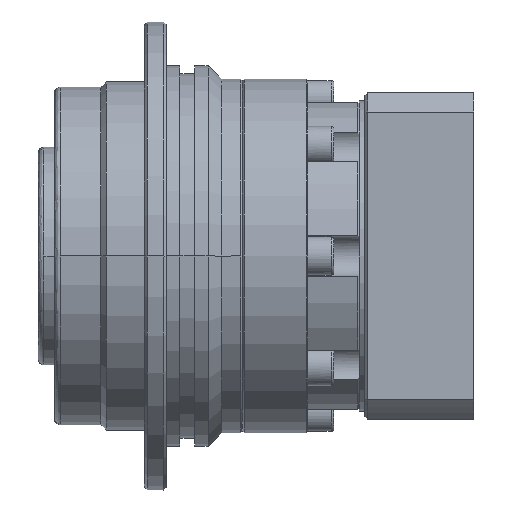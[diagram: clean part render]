
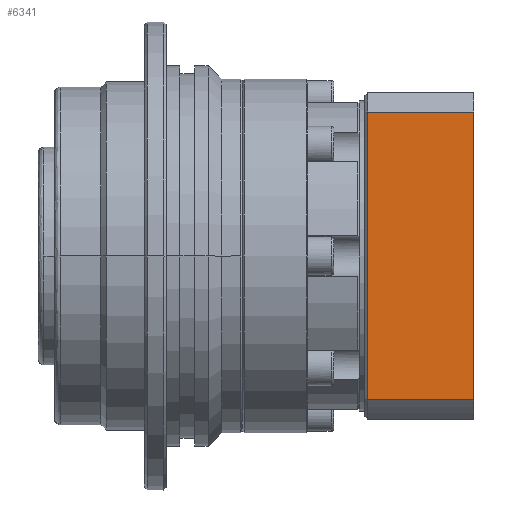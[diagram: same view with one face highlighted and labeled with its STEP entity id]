
A CAD part, front view. The second image highlights one B-rep face of the part: STEP entity #6341.
In plain terms, the highlighted planar face has unit normal (0, -1, 0).
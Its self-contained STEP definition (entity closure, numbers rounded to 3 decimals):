
#2049 = CARTESIAN_POINT ( 'NONE',  ( -30., -30., 0. ) ) ;
#2665 = ORIENTED_EDGE ( 'NONE', *, *, #7889, .T. ) ;
#4251 = EDGE_CURVE ( 'NONE', #26043, #27658, #19922, .T. ) ;
#4405 = DIRECTION ( 'NONE',  ( 1., 0., 0. ) ) ;
#5823 = VERTEX_POINT ( 'NONE', #27100 ) ;
#6341 = ADVANCED_FACE ( 'NONE', ( #15993 ), #20014, .T. ) ;
#6764 = CARTESIAN_POINT ( 'NONE',  ( 0., -30., 0. ) ) ;
#6923 = ORIENTED_EDGE ( 'NONE', *, *, #11901, .F. ) ;
#7644 = CARTESIAN_POINT ( 'NONE',  ( -26.458, -30., 0. ) ) ;
#7889 = EDGE_CURVE ( 'NONE', #26043, #22806, #24603, .T. ) ;
#9429 = EDGE_LOOP ( 'NONE', ( #2665, #6923, #22722, #19384 ) ) ;
#9893 = DIRECTION ( 'NONE',  ( 0., 0., -1. ) ) ;
#10196 = LINE ( 'NONE', #27577, #28248 ) ;
#11056 = AXIS2_PLACEMENT_3D ( 'NONE', #2049, #18547, #4405 ) ;
#11901 = EDGE_CURVE ( 'NONE', #5823, #22806, #20899, .T. ) ;
#12648 = DIRECTION ( 'NONE',  ( 0., 0., 1. ) ) ;
#12735 = CARTESIAN_POINT ( 'NONE',  ( -26.458, -30., 23.5 ) ) ;
#13302 = EDGE_CURVE ( 'NONE', #5823, #27658, #10196, .T. ) ;
#13431 = DIRECTION ( 'NONE',  ( -1., 0., 0. ) ) ;
#15993 = FACE_OUTER_BOUND ( 'NONE', #9429, .T. ) ;
#18336 = VECTOR ( 'NONE', #30607, 1000. ) ;
#18547 = DIRECTION ( 'NONE',  ( 0., -1., 0. ) ) ;
#19384 = ORIENTED_EDGE ( 'NONE', *, *, #4251, .F. ) ;
#19922 = LINE ( 'NONE', #12735, #24712 ) ;
#20014 = PLANE ( 'NONE',  #11056 ) ;
#20899 = LINE ( 'NONE', #26321, #27256 ) ;
#21144 = CARTESIAN_POINT ( 'NONE',  ( -26.458, -30., 19.5 ) ) ;
#22722 = ORIENTED_EDGE ( 'NONE', *, *, #13302, .T. ) ;
#22806 = VERTEX_POINT ( 'NONE', #27395 ) ;
#24603 = LINE ( 'NONE', #6764, #18336 ) ;
#24712 = VECTOR ( 'NONE', #12648, 1000. ) ;
#26043 = VERTEX_POINT ( 'NONE', #7644 ) ;
#26321 = CARTESIAN_POINT ( 'NONE',  ( 26.458, -30., 23.5 ) ) ;
#27100 = CARTESIAN_POINT ( 'NONE',  ( 26.458, -30., 19.5 ) ) ;
#27256 = VECTOR ( 'NONE', #9893, 1000. ) ;
#27395 = CARTESIAN_POINT ( 'NONE',  ( 26.458, -30., 0. ) ) ;
#27577 = CARTESIAN_POINT ( 'NONE',  ( -30., -30., 19.5 ) ) ;
#27658 = VERTEX_POINT ( 'NONE', #21144 ) ;
#28248 = VECTOR ( 'NONE', #13431, 1000. ) ;
#30607 = DIRECTION ( 'NONE',  ( 1., 0., 0. ) ) ;
